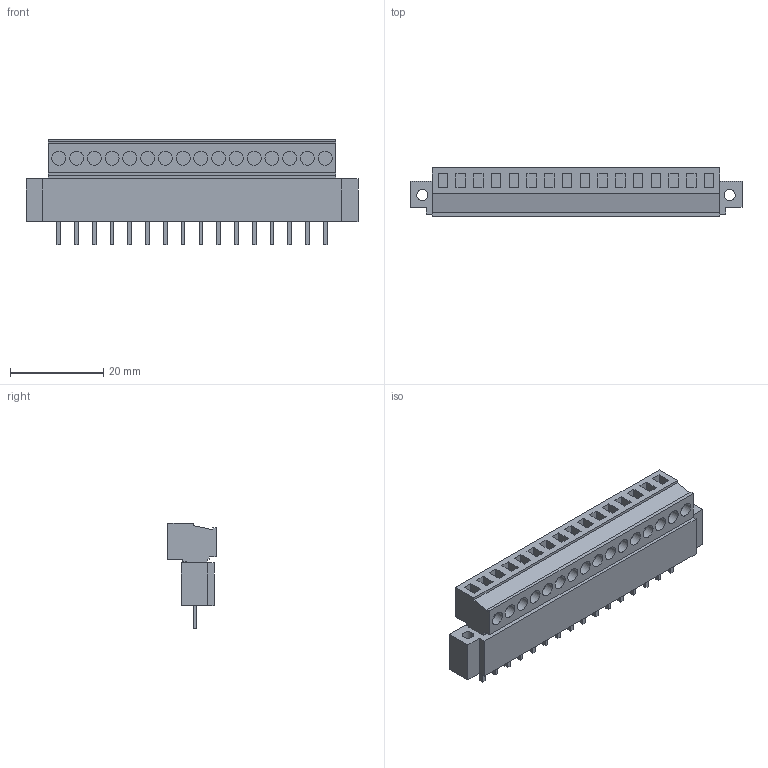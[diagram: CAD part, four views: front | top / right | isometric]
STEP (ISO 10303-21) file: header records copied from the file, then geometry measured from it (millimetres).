
FILE_DESCRIPTION(/* description */ ('STEP AP214'),/* implementation_level */ '2;1');
FILE_NAME(/* name */ '6581c06bfb72df3caf414c5d',/* time_stamp */ '2023-12-19T16:10:20Z',/* author */ (''),/* organization */ (''),/* preprocessor_version */ 'ST-DEVELOPER v19.4',/* originating_system */ ' ',/* authorisation */ ' ');
FILE_SCHEMA (('AUTOMOTIVE_DESIGN {1 0 10303 214 3 1 1}'));
Length unit declared in the file: metre
Products named in the file (2): connector; Part 2
Bounding box: 71.25 x 10.39 x 22.73 mm (x, y, z)
Volume: 9392.7 mm3; surface area: 9154.7 mm2
Topology: 2 solids, 2 shells, 480 faces, 1188 edges, 792 vertices
Faces by surface type: plane 462, cylinder 18
Full cylindrical faces by diameter (mm): 2.4 x2, 3 x16
Entity records: 13922 total; most frequent: CARTESIAN_POINT 2444, ORIENTED_EDGE 2340, DIRECTION 2170, EDGE_CURVE 1170, LINE 1134, VECTOR 1134, VERTEX_POINT 792, EDGE_LOOP 582
